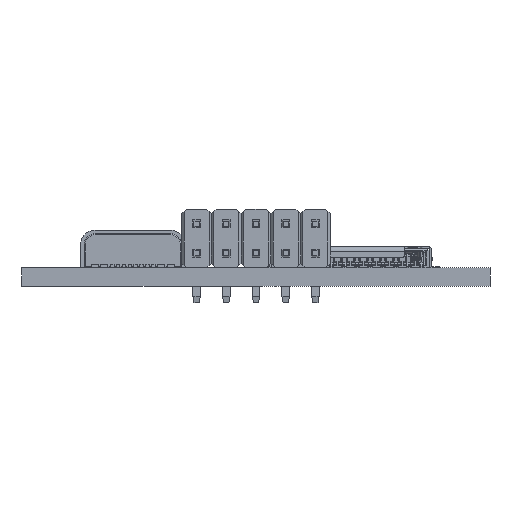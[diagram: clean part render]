
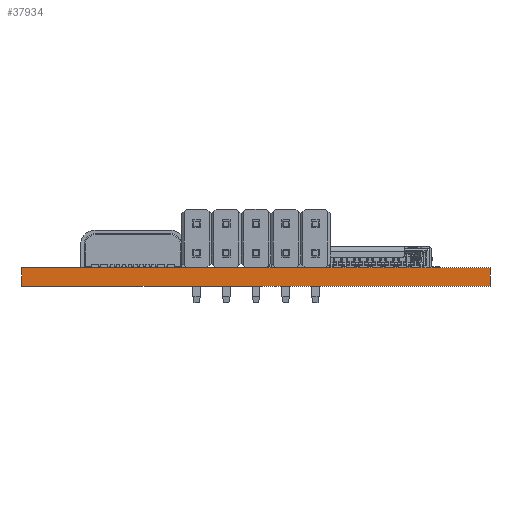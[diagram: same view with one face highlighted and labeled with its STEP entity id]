
A CAD part, front view. The second image highlights one B-rep face of the part: STEP entity #37934.
In plain terms, the highlighted planar face has unit normal (0, -1, 0).
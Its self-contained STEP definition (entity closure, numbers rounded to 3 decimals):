
#440=PLANE('',#40127);
#2034=FACE_OUTER_BOUND('',#4121,.T.);
#4121=EDGE_LOOP('',(#26035,#26036,#26037,#26038));
#6310=LINE('',#53988,#10968);
#6315=LINE('',#53999,#10973);
#6317=LINE('',#54002,#10975);
#6318=LINE('',#54003,#10976);
#10968=VECTOR('',#43227,10.);
#10973=VECTOR('',#43236,10.);
#10975=VECTOR('',#43240,10.);
#10976=VECTOR('',#43241,10.);
#16566=VERTEX_POINT('',#53981);
#16569=VERTEX_POINT('',#53986);
#16572=VERTEX_POINT('',#53996);
#16573=VERTEX_POINT('',#53998);
#20266=EDGE_CURVE('',#16569,#16566,#6310,.F.);
#20271=EDGE_CURVE('',#16573,#16572,#6315,.T.);
#20273=EDGE_CURVE('',#16572,#16566,#6317,.T.);
#20274=EDGE_CURVE('',#16573,#16569,#6318,.T.);
#26035=ORIENTED_EDGE('',*,*,#20273,.T.);
#26036=ORIENTED_EDGE('',*,*,#20266,.F.);
#26037=ORIENTED_EDGE('',*,*,#20274,.F.);
#26038=ORIENTED_EDGE('',*,*,#20271,.T.);
#37934=ADVANCED_FACE('',(#2034),#440,.F.);
#40127=AXIS2_PLACEMENT_3D('',#54001,#43238,#43239);
#43227=DIRECTION('',(0.,0.,1.));
#43236=DIRECTION('',(0.,0.,-1.));
#43238=DIRECTION('center_axis',(0.,1.,0.));
#43239=DIRECTION('ref_axis',(0.,0.,1.));
#43240=DIRECTION('',(1.,0.,0.));
#43241=DIRECTION('',(1.,0.,0.));
#53981=CARTESIAN_POINT('',(20.,-21.,0.));
#53986=CARTESIAN_POINT('',(20.,-21.,1.6));
#53988=CARTESIAN_POINT('',(20.,-21.,1.6));
#53996=CARTESIAN_POINT('',(-20.,-21.,0.));
#53998=CARTESIAN_POINT('',(-20.,-21.,1.6));
#53999=CARTESIAN_POINT('',(-20.,-21.,1.6));
#54001=CARTESIAN_POINT('Origin',(-20.,-21.,1.6));
#54002=CARTESIAN_POINT('',(-10.,-21.,0.));
#54003=CARTESIAN_POINT('',(-10.,-21.,1.6));
